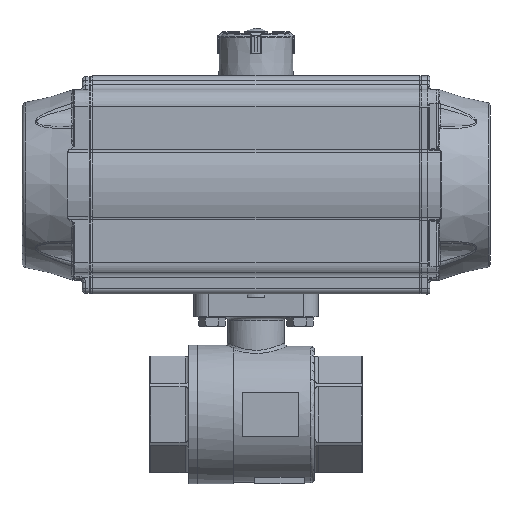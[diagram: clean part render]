
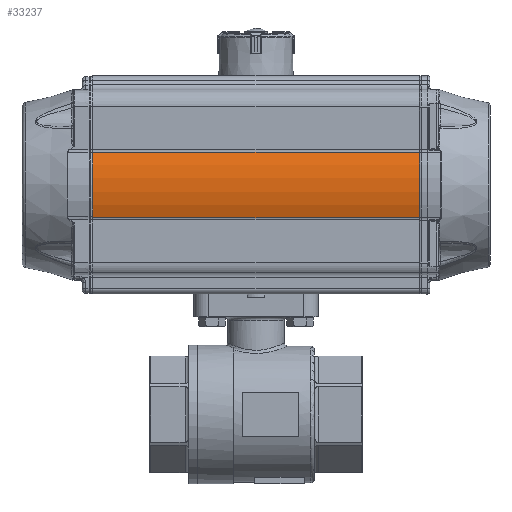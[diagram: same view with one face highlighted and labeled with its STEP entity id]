
A CAD part, left-side view. The second image highlights one B-rep face of the part: STEP entity #33237.
In plain terms, the highlighted cylindrical face has radius 53.5 mm (diameter 107 mm), a partial arc.
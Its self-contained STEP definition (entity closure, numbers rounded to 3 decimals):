
#1835=LINE('',#49089,#3570);
#1836=LINE('',#49090,#3571);
#3570=VECTOR('',#40343,1000.);
#3571=VECTOR('',#40344,1000.);
#6762=CYLINDRICAL_SURFACE('',#36690,53.5);
#7433=ORIENTED_EDGE('',*,*,#17633,.F.);
#7434=ORIENTED_EDGE('',*,*,#17637,.T.);
#7435=ORIENTED_EDGE('',*,*,#17574,.T.);
#7436=ORIENTED_EDGE('',*,*,#17638,.T.);
#17574=EDGE_CURVE('',#22706,#22705,#25997,.T.);
#17633=EDGE_CURVE('',#22764,#22734,#26029,.T.);
#17637=EDGE_CURVE('',#22764,#22706,#1835,.T.);
#17638=EDGE_CURVE('',#22705,#22734,#1836,.T.);
#22705=VERTEX_POINT('',#48959);
#22706=VERTEX_POINT('',#48961);
#22734=VERTEX_POINT('',#49022);
#22764=VERTEX_POINT('',#49081);
#25997=CIRCLE('',#36651,53.5);
#26029=CIRCLE('',#36687,53.5);
#27694=EDGE_LOOP('',(#7433,#7434,#7435,#7436));
#30339=FACE_BOUND('',#27694,.T.);
#33237=ADVANCED_FACE('',(#30339),#6762,.T.);
#36651=AXIS2_PLACEMENT_3D('',#48960,#40233,#40234);
#36687=AXIS2_PLACEMENT_3D('',#49082,#40332,#40333);
#36690=AXIS2_PLACEMENT_3D('',#49088,#40341,#40342);
#40233=DIRECTION('',(0.,0.,1.));
#40234=DIRECTION('',(1.,0.,0.));
#40332=DIRECTION('',(0.,0.,1.));
#40333=DIRECTION('',(1.,0.,0.));
#40341=DIRECTION('',(0.,0.,1.));
#40342=DIRECTION('',(1.,0.,0.));
#40343=DIRECTION('',(0.,0.,-1.));
#40344=DIRECTION('',(0.,0.,1.));
#48959=CARTESIAN_POINT('',(-50.136,-18.408,0.));
#48960=CARTESIAN_POINT('',(0.108,-0.028,0.));
#48961=CARTESIAN_POINT('',(-50.136,18.353,0.));
#49022=CARTESIAN_POINT('',(-50.136,-18.408,184.));
#49081=CARTESIAN_POINT('',(-50.136,18.353,184.));
#49082=CARTESIAN_POINT('',(0.108,-0.028,184.));
#49088=CARTESIAN_POINT('',(0.108,-0.028,0.));
#49089=CARTESIAN_POINT('',(-50.136,18.353,0.));
#49090=CARTESIAN_POINT('',(-50.136,-18.408,0.));
